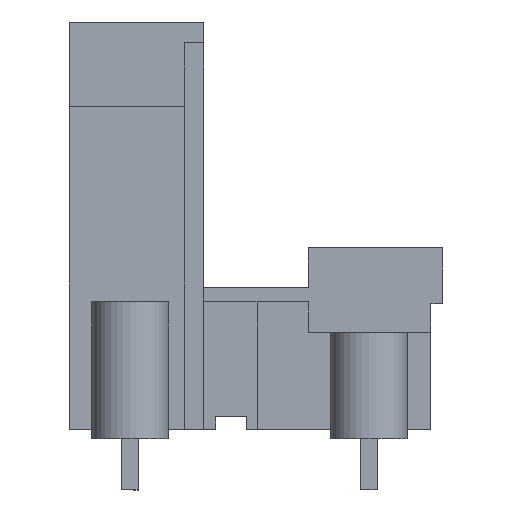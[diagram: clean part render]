
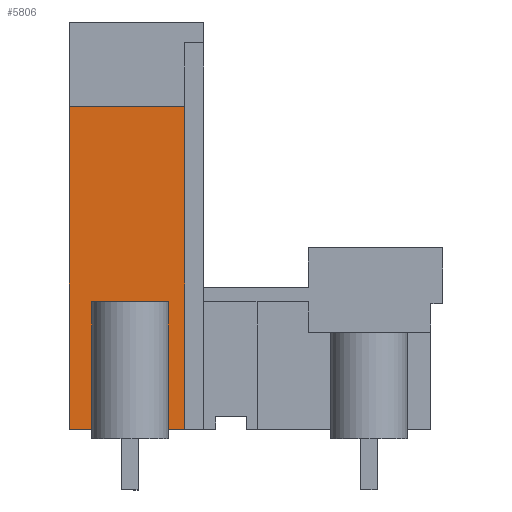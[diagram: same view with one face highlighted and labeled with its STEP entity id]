
A CAD part, left-side view. The second image highlights one B-rep face of the part: STEP entity #5806.
In plain terms, the highlighted planar face has unit normal (-1, 0, 0).
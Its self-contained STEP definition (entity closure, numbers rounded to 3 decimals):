
#5761=AXIS2_PLACEMENT_3D('Plane Axis2P3D',#5758,#5759,#5760) ;
#1523=CARTESIAN_POINT('Line Origine',(3.761,23.43,13.93)) ;
#1527=CARTESIAN_POINT('Vertex',(3.761,23.43,3.8)) ;
#1529=CARTESIAN_POINT('Vertex',(3.761,23.43,24.06)) ;
#1776=CARTESIAN_POINT('Line Origine',(3.761,19.815,24.06)) ;
#1780=CARTESIAN_POINT('Vertex',(3.76,16.2,24.06)) ;
#1815=CARTESIAN_POINT('Line Origine',(3.76,16.2,13.93)) ;
#1819=CARTESIAN_POINT('Vertex',(3.76,16.2,3.8)) ;
#5758=CARTESIAN_POINT('Axis2P3D Location',(3.761,23.43,3.2)) ;
#5763=CARTESIAN_POINT('Line Origine',(3.761,22.73,3.8)) ;
#5767=CARTESIAN_POINT('Vertex',(3.761,22.03,3.8)) ;
#5770=CARTESIAN_POINT('Line Origine',(3.761,22.03,7.8)) ;
#5774=CARTESIAN_POINT('Vertex',(3.761,22.03,11.8)) ;
#5777=CARTESIAN_POINT('Line Origine',(3.761,19.63,11.8)) ;
#5781=CARTESIAN_POINT('Vertex',(3.761,17.23,11.8)) ;
#5784=CARTESIAN_POINT('Line Origine',(3.761,17.23,7.8)) ;
#5788=CARTESIAN_POINT('Vertex',(3.761,17.23,3.8)) ;
#5791=CARTESIAN_POINT('Line Origine',(3.761,16.715,3.8)) ;
#1524=DIRECTION('Vector Direction',(0.,0.,1.)) ;
#1777=DIRECTION('Vector Direction',(0.,-1.,0.)) ;
#1816=DIRECTION('Vector Direction',(0.,0.,1.)) ;
#5759=DIRECTION('Axis2P3D Direction',(-1.,0.,0.)) ;
#5760=DIRECTION('Axis2P3D XDirection',(0.,-1.,0.)) ;
#5764=DIRECTION('Vector Direction',(0.,-1.,0.)) ;
#5771=DIRECTION('Vector Direction',(0.,0.,1.)) ;
#5778=DIRECTION('Vector Direction',(0.,-1.,0.)) ;
#5785=DIRECTION('Vector Direction',(0.,0.,1.)) ;
#5792=DIRECTION('Vector Direction',(0.,-1.,0.)) ;
#1525=VECTOR('Line Direction',#1524,1.) ;
#1778=VECTOR('Line Direction',#1777,1.) ;
#1817=VECTOR('Line Direction',#1816,1.) ;
#5765=VECTOR('Line Direction',#5764,1.) ;
#5772=VECTOR('Line Direction',#5771,1.) ;
#5779=VECTOR('Line Direction',#5778,1.) ;
#5786=VECTOR('Line Direction',#5785,1.) ;
#5793=VECTOR('Line Direction',#5792,1.) ;
#5797=ORIENTED_EDGE('',*,*,#1821,.T.) ;
#5798=ORIENTED_EDGE('',*,*,#1782,.F.) ;
#5799=ORIENTED_EDGE('',*,*,#1531,.F.) ;
#5800=ORIENTED_EDGE('',*,*,#5769,.T.) ;
#5801=ORIENTED_EDGE('',*,*,#5776,.T.) ;
#5802=ORIENTED_EDGE('',*,*,#5783,.T.) ;
#5803=ORIENTED_EDGE('',*,*,#5790,.F.) ;
#5804=ORIENTED_EDGE('',*,*,#5795,.T.) ;
#5806=ADVANCED_FACE('HOUSING',(#5805),#5762,.T.) ;
#1531=EDGE_CURVE('',#1528,#1530,#1526,.T.) ;
#1782=EDGE_CURVE('',#1530,#1781,#1779,.T.) ;
#1821=EDGE_CURVE('',#1820,#1781,#1818,.T.) ;
#5769=EDGE_CURVE('',#1528,#5768,#5766,.T.) ;
#5776=EDGE_CURVE('',#5768,#5775,#5773,.T.) ;
#5783=EDGE_CURVE('',#5775,#5782,#5780,.T.) ;
#5790=EDGE_CURVE('',#5789,#5782,#5787,.T.) ;
#5795=EDGE_CURVE('',#5789,#1820,#5794,.T.) ;
#5796=EDGE_LOOP('',(#5797,#5798,#5799,#5800,#5801,#5802,#5803,#5804)) ;
#5805=FACE_OUTER_BOUND('',#5796,.T.) ;
#1526=LINE('Line',#1523,#1525) ;
#1779=LINE('Line',#1776,#1778) ;
#1818=LINE('Line',#1815,#1817) ;
#5766=LINE('Line',#5763,#5765) ;
#5773=LINE('Line',#5770,#5772) ;
#5780=LINE('Line',#5777,#5779) ;
#5787=LINE('Line',#5784,#5786) ;
#5794=LINE('Line',#5791,#5793) ;
#5762=PLANE('',#5761) ;
#1528=VERTEX_POINT('',#1527) ;
#1530=VERTEX_POINT('',#1529) ;
#1781=VERTEX_POINT('',#1780) ;
#1820=VERTEX_POINT('',#1819) ;
#5768=VERTEX_POINT('',#5767) ;
#5775=VERTEX_POINT('',#5774) ;
#5782=VERTEX_POINT('',#5781) ;
#5789=VERTEX_POINT('',#5788) ;
